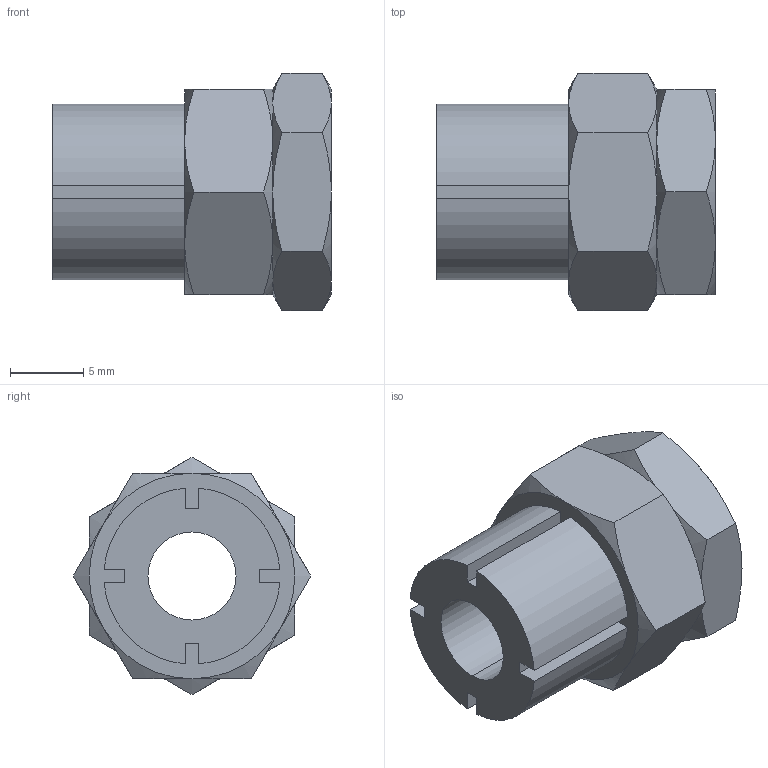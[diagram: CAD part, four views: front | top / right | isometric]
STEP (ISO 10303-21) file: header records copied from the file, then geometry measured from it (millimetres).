
FILE_DESCRIPTION(('STEP AP214'),'1');
FILE_NAME(' ',' ',('TraceParts'),('TraceParts S.A.'),'XStep 1.0',' ',' ');
FILE_SCHEMA(('automotive_design'));
Length unit declared in the file: millimetre
Products named in the file (2): 1; 2
Bounding box: 19 x 16.17 x 16.17 mm (x, y, z)
Volume: 2121 mm3; surface area: 1816 mm2
Topology: 2 solids, 2 shells, 61 faces, 144 edges, 88 vertices
Faces by surface type: plane 29, cone 24, cylinder 8
Entity records: 3381 total; most frequent: CARTESIAN_POINT 391, STYLED_ITEM 295, PRESENTATION_STYLE_ASSIGNMENT 295, COLOUR_RGB 295, ORIENTED_EDGE 288, DIRECTION 262, EDGE_CURVE 144, CURVE_STYLE 144
